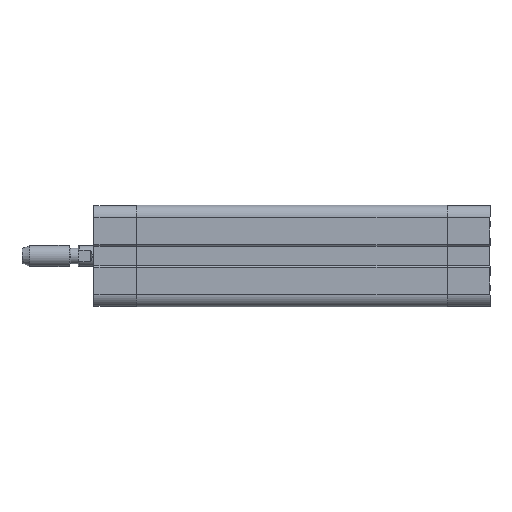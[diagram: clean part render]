
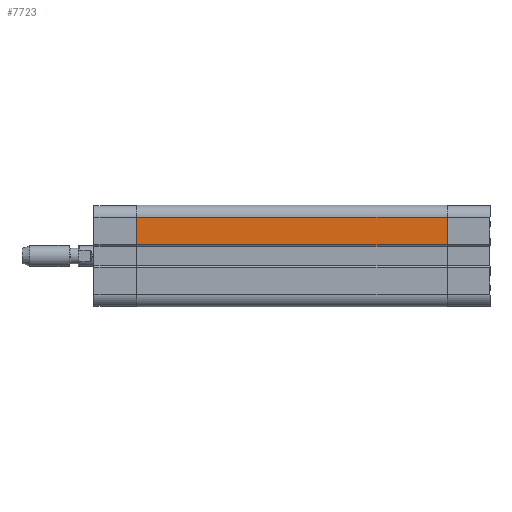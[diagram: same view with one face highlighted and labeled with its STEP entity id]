
A CAD part, left-side view. The second image highlights one B-rep face of the part: STEP entity #7723.
In plain terms, the highlighted planar face has unit normal (-1, 0, 0).
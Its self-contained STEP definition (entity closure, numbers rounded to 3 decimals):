
#5010=CARTESIAN_POINT('',(-14.525,44.25,3.25));
#5011=VERTEX_POINT('',#5010);
#5019=CARTESIAN_POINT('',(-14.525,44.25,11.025));
#5020=VERTEX_POINT('',#5019);
#5021=CARTESIAN_POINT('',(-14.525,44.25,11.025));
#5022=DIRECTION('',(0.0,0.0,-1.0));
#5023=VECTOR('',#5022,7.775);
#5024=LINE('',#5021,#5023);
#5025=EDGE_CURVE('',#5020,#5011,#5024,.T.);
#7094=CARTESIAN_POINT('',(-14.525,-44.25,11.025));
#7095=VERTEX_POINT('',#7094);
#7103=CARTESIAN_POINT('',(-14.525,-44.25,3.25));
#7104=VERTEX_POINT('',#7103);
#7105=CARTESIAN_POINT('',(-14.525,-44.25,3.25));
#7106=DIRECTION('',(0.0,0.0,1.0));
#7107=VECTOR('',#7106,7.775);
#7108=LINE('',#7105,#7107);
#7109=EDGE_CURVE('',#7104,#7095,#7108,.T.);
#7696=CARTESIAN_POINT('',(-14.525,44.25,11.025));
#7697=DIRECTION('',(0.0,-1.0,0.0));
#7698=VECTOR('',#7697,88.5);
#7699=LINE('',#7696,#7698);
#7700=EDGE_CURVE('',#5020,#7095,#7699,.T.);
#7707=CARTESIAN_POINT('',(-14.525,0.0,11.025));
#7708=DIRECTION('',(-1.0,0.0,0.0));
#7709=DIRECTION('',(0.0,0.0,1.0));
#7710=AXIS2_PLACEMENT_3D('',#7707,#7708,#7709);
#7711=PLANE('',#7710);
#7712=ORIENTED_EDGE('',*,*,#5025,.T.);
#7713=CARTESIAN_POINT('',(-14.525,44.25,3.25));
#7714=DIRECTION('',(0.0,-1.0,0.0));
#7715=VECTOR('',#7714,88.5);
#7716=LINE('',#7713,#7715);
#7717=EDGE_CURVE('',#5011,#7104,#7716,.T.);
#7718=ORIENTED_EDGE('',*,*,#7717,.T.);
#7719=ORIENTED_EDGE('',*,*,#7109,.T.);
#7720=ORIENTED_EDGE('',*,*,#7700,.F.);
#7721=EDGE_LOOP('',(#7712,#7718,#7719,#7720));
#7722=FACE_OUTER_BOUND('',#7721,.T.);
#7723=ADVANCED_FACE('',(#7722),#7711,.T.);
